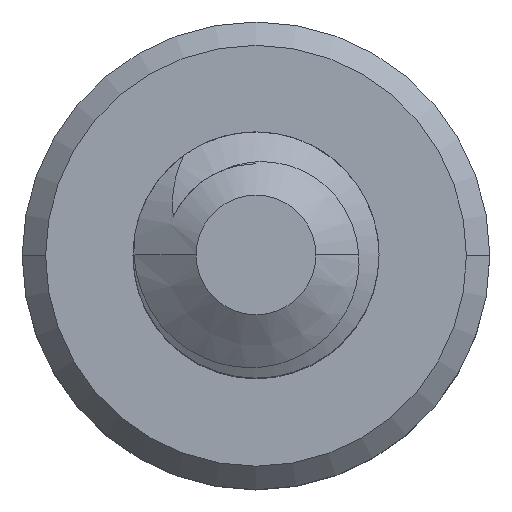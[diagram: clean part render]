
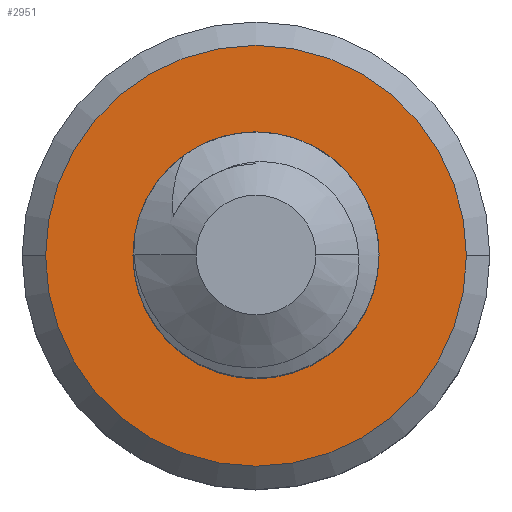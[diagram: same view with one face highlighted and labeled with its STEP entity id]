
A CAD part, top view. The second image highlights one B-rep face of the part: STEP entity #2951.
In plain terms, the highlighted planar face has unit normal (0, 0, 1).
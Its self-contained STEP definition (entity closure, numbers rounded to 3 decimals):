
#49 = AXIS2_PLACEMENT_3D ( 'NONE', #1444, #3165, #1692 ) ;
#107 = CARTESIAN_POINT ( 'NONE',  ( 0.331, 0.908, -4. ) ) ;
#110 = CIRCLE ( 'NONE', #2659, 1.71 ) ;
#173 = CIRCLE ( 'NONE', #1705, 0.74 ) ;
#204 = CARTESIAN_POINT ( 'NONE',  ( -0.173, -0.764, -4. ) ) ;
#212 = DIRECTION ( 'NONE',  ( 0., 0., 1. ) ) ;
#251 = VERTEX_POINT ( 'NONE', #3074 ) ;
#353 = EDGE_CURVE ( 'NONE', #1774, #926, #173, .T. ) ;
#357 = CARTESIAN_POINT ( 'NONE',  ( 0.519, -0.528, -4. ) ) ;
#359 = CARTESIAN_POINT ( 'NONE',  ( 0., 1., -4. ) ) ;
#366 = CARTESIAN_POINT ( 'NONE',  ( 0.613, 0.708, -4. ) ) ;
#455 = CARTESIAN_POINT ( 'NONE',  ( -0.349, -0.729, -4. ) ) ;
#468 = CARTESIAN_POINT ( 'NONE',  ( 0., 1., -4. ) ) ;
#541 = CARTESIAN_POINT ( 'NONE',  ( -1.71, 0., -4. ) ) ;
#544 = ORIENTED_EDGE ( 'NONE', *, *, #2048, .T. ) ;
#546 = CIRCLE ( 'NONE', #49, 1.71 ) ;
#574 = ORIENTED_EDGE ( 'NONE', *, *, #870, .T. ) ;
#604 = CARTESIAN_POINT ( 'NONE',  ( 0.843, 0.241, -4. ) ) ;
#691 = CARTESIAN_POINT ( 'NONE',  ( -0.768, -0.419, -4. ) ) ;
#783 = EDGE_LOOP ( 'NONE', ( #574, #2079 ) ) ;
#835 = CARTESIAN_POINT ( 'NONE',  ( 0.758, -0.275, -4. ) ) ;
#853 = CARTESIAN_POINT ( 'NONE',  ( 0., 0., -4. ) ) ;
#870 = EDGE_CURVE ( 'NONE', #1432, #2710, #546, .T. ) ;
#926 = VERTEX_POINT ( 'NONE', #1718 ) ;
#927 = CARTESIAN_POINT ( 'NONE',  ( -0.936, 0.075, -4. ) ) ;
#942 = AXIS2_PLACEMENT_3D ( 'NONE', #2200, #2449, #977 ) ;
#965 = AXIS2_PLACEMENT_3D ( 'NONE', #1420, #3139, #1669 ) ;
#977 = DIRECTION ( 'NONE',  ( -1., 0., 0. ) ) ;
#1084 = CARTESIAN_POINT ( 'NONE',  ( 0.519, -0.528, -4. ) ) ;
#1101 = DIRECTION ( 'NONE',  ( 1., 0., 0. ) ) ;
#1174 = CARTESIAN_POINT ( 'NONE',  ( -0.811, 0.578, -4. ) ) ;
#1278 = B_SPLINE_CURVE_WITH_KNOTS ( 'NONE', 3,
 ( #2905, #204, #455, #2157, #691, #2402, #927, #2655, #1174, #2912 ),
 .UNSPECIFIED., .F., .F.,
 ( 4, 2, 2, 2, 4 ),
 ( 0., 0.001, 0.001, 0.002, 0.002 ),
 .UNSPECIFIED. ) ;
#1418 = FACE_BOUND ( 'NONE', #3113, .T. ) ;
#1420 = CARTESIAN_POINT ( 'NONE',  ( 0., 0., -4. ) ) ;
#1432 = VERTEX_POINT ( 'NONE', #541 ) ;
#1444 = CARTESIAN_POINT ( 'NONE',  ( 0., 0., -4. ) ) ;
#1565 = CARTESIAN_POINT ( 'NONE',  ( 0.17, 0.971, -4. ) ) ;
#1570 = ORIENTED_EDGE ( 'NONE', *, *, #2293, .T. ) ;
#1669 = DIRECTION ( 'NONE',  ( 1., 0., 0. ) ) ;
#1675 = CARTESIAN_POINT ( 'NONE',  ( 0., 0., -4. ) ) ;
#1680 = CARTESIAN_POINT ( 'NONE',  ( 1.71, 0., -4. ) ) ;
#1692 = DIRECTION ( 'NONE',  ( -1., 0., 0. ) ) ;
#1705 = AXIS2_PLACEMENT_3D ( 'NONE', #853, #2574, #1101 ) ;
#1718 = CARTESIAN_POINT ( 'NONE',  ( 0., -0.74, -4. ) ) ;
#1774 = VERTEX_POINT ( 'NONE', #357 ) ;
#1814 = CARTESIAN_POINT ( 'NONE',  ( 0.407, 0.865, -4. ) ) ;
#1824 = FACE_OUTER_BOUND ( 'NONE', #783, .T. ) ;
#1923 = DIRECTION ( 'NONE',  ( -1., 0., 0. ) ) ;
#1959 = PLANE ( 'NONE',  #942 ) ;
#2048 = EDGE_CURVE ( 'NONE', #2343, #1774, #2745, .T. ) ;
#2069 = CARTESIAN_POINT ( 'NONE',  ( 0.722, 0.563, -4. ) ) ;
#2079 = ORIENTED_EDGE ( 'NONE', *, *, #2881, .T. ) ;
#2154 = ORIENTED_EDGE ( 'NONE', *, *, #353, .T. ) ;
#2157 = CARTESIAN_POINT ( 'NONE',  ( -0.651, -0.555, -4. ) ) ;
#2200 = CARTESIAN_POINT ( 'NONE',  ( 0., 0., -4. ) ) ;
#2267 = EDGE_CURVE ( 'NONE', #2343, #251, #2640, .T. ) ;
#2293 = EDGE_CURVE ( 'NONE', #926, #251, #1278, .T. ) ;
#2310 = CARTESIAN_POINT ( 'NONE',  ( 0.851, 0.061, -4. ) ) ;
#2343 = VERTEX_POINT ( 'NONE', #468 ) ;
#2402 = CARTESIAN_POINT ( 'NONE',  ( -0.911, -0.103, -4. ) ) ;
#2449 = DIRECTION ( 'NONE',  ( 0., 0., -1. ) ) ;
#2530 = CARTESIAN_POINT ( 'NONE',  ( 0.087, 0.991, -4. ) ) ;
#2554 = CARTESIAN_POINT ( 'NONE',  ( 0.66, -0.426, -4. ) ) ;
#2574 = DIRECTION ( 'NONE',  ( 0., 0., -1. ) ) ;
#2640 = CIRCLE ( 'NONE', #965, 1. ) ;
#2655 = CARTESIAN_POINT ( 'NONE',  ( -0.886, 0.416, -4. ) ) ;
#2659 = AXIS2_PLACEMENT_3D ( 'NONE', #1675, #212, #1923 ) ;
#2692 = ORIENTED_EDGE ( 'NONE', *, *, #2267, .F. ) ;
#2710 = VERTEX_POINT ( 'NONE', #1680 ) ;
#2745 = B_SPLINE_CURVE_WITH_KNOTS ( 'NONE', 3,
 ( #359, #2530, #1565, #107, #1814, #366, #2069, #604, #2310, #835, #2554, #1084 ),
 .UNSPECIFIED., .F., .F.,
 ( 4, 2, 2, 2, 2, 4 ),
 ( 0., 0., 0.001, 0.001, 0.002, 0.002 ),
 .UNSPECIFIED. ) ;
#2881 = EDGE_CURVE ( 'NONE', #2710, #1432, #110, .T. ) ;
#2905 = CARTESIAN_POINT ( 'NONE',  ( 0., -0.74, -4. ) ) ;
#2912 = CARTESIAN_POINT ( 'NONE',  ( -0.701, 0.714, -4. ) ) ;
#2951 = ADVANCED_FACE ( 'NONE', ( #1824, #1418 ), #1959, .F. ) ;
#3074 = CARTESIAN_POINT ( 'NONE',  ( -0.701, 0.714, -4. ) ) ;
#3113 = EDGE_LOOP ( 'NONE', ( #2692, #544, #2154, #1570 ) ) ;
#3139 = DIRECTION ( 'NONE',  ( 0., 0., 1. ) ) ;
#3165 = DIRECTION ( 'NONE',  ( 0., 0., 1. ) ) ;
